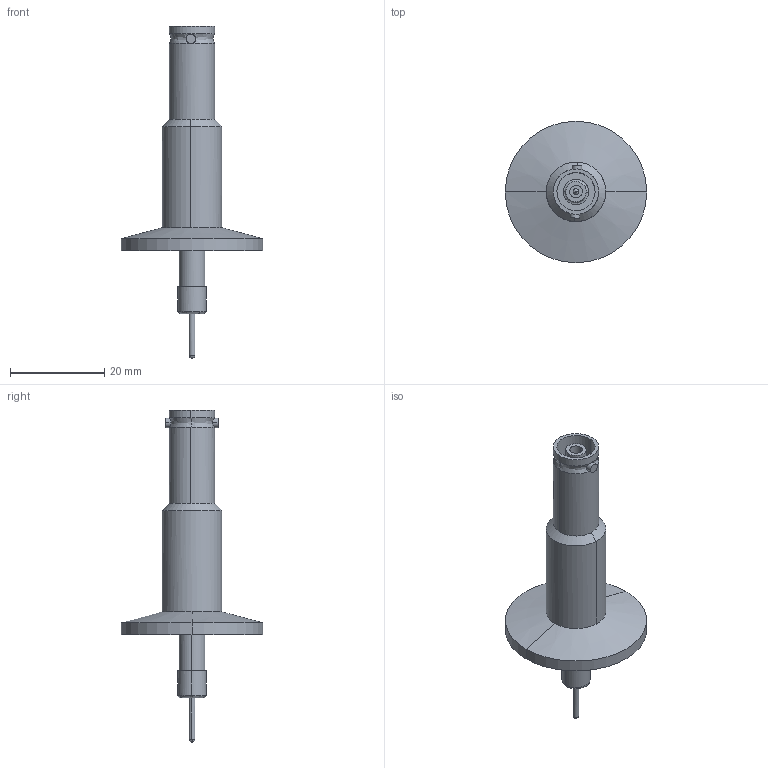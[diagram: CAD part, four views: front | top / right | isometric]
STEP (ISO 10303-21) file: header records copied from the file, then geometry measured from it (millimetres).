
FILE_DESCRIPTION (( 'STEP AP203' ), '1' );
FILE_NAME ('A1603-1-QF.STEP', '2013-08-29T12:24:32', ( '' ), ( '' ), 'SwSTEP 2.0', 'SolidWorks 2012', '' );
FILE_SCHEMA (( 'CONFIG_CONTROL_DESIGN' ));
Length unit declared in the file: inch
Products named in the file (1): A1603-1-QF
Bounding box: 29.97 x 29.97 x 70.38 mm (x, y, z)
Volume: 4833.2 mm3; surface area: 6250.6 mm2
Topology: 1 solids, 3 shells, 91 faces, 206 edges, 134 vertices
Faces by surface type: cylinder 46, plane 21, bspline 14, cone 10
Entity records: 2973 total; most frequent: CARTESIAN_POINT 802, DIRECTION 480, ORIENTED_EDGE 412, AXIS2_PLACEMENT_3D 212, EDGE_CURVE 206, CIRCLE 134, VERTEX_POINT 134, EDGE_LOOP 108
